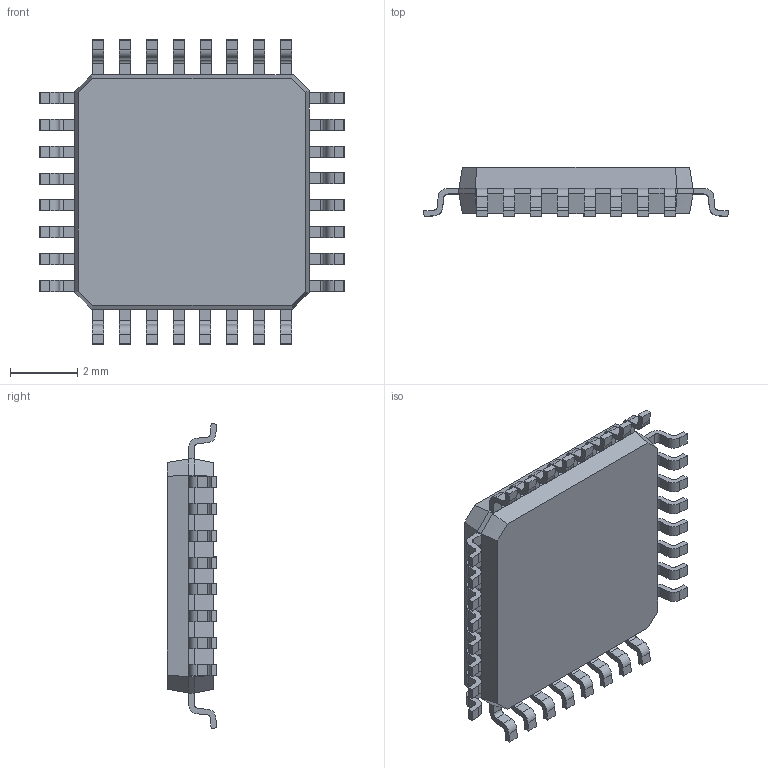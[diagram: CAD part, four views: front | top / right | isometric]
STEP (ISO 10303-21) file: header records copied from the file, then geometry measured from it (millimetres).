
FILE_DESCRIPTION (( 'STEP AP214' ), '1' );
FILE_NAME ('User Library-sot358-1.STEP', '2010-10-19T02:40:51', ( 'sysAdmin' ), ( 'SolidWorks' ), 'SwSTEP 2.0', 'SolidWorks 2010', '' );
FILE_SCHEMA (( 'AUTOMOTIVE_DESIGN' ));
Length unit declared in the file: millimetre
Products named in the file (34): User Library-sot358-1_14_1; User Library-sot358-1_13_1; User Library-sot358-1_3_1; User Library-sot358-1_11_1; User Library-sot358-1_10_1; User Library-sot358-1_12_1; User Library-sot358-1_9_1; User Library-sot358-1_8_1; User Library-sot358-1_4_1; User Library-sot358-1_7_1; User Library-sot358-1_6_1; User Library-sot358-1_15_1; User Library-sot358-1_5_1; User Library-sot358-1_33_1; User Library-sot358-1_32_1; User Library-sot358-1_31_1; User Library-sot358-1_30_1; User Library-sot358-1_29_1; User Library-sot358-1_28_1; User Library-sot358-1_27_1; User Library-sot358-1_26_1; User Library-sot358-1_22_1; User Library-sot358-1_21_1; User Library-sot358-1_20_1; User Library-sot358-1_25_1; User Library-sot358-1_24_1; User Library-sot358-1_23_1; User Library-sot358-1_19_1; User Library-sot358-1_18_1; User Library-sot358-1_17_1; User Library-sot358-1_16_1; User Library-sot358-1_2_1; User Library-sot358-1_1_1; User Library-sot358-1
Assembly tree (33 placements, depth 2):
  User Library-sot358-1
    User Library-sot358-1_26_1
    User Library-sot358-1_30_1
    User Library-sot358-1_7_1
    User Library-sot358-1_2_1
    User Library-sot358-1_31_1
    User Library-sot358-1_29_1
    User Library-sot358-1_8_1
    User Library-sot358-1_3_1
    User Library-sot358-1_24_1
    User Library-sot358-1_19_1
    User Library-sot358-1_14_1
    User Library-sot358-1_18_1
    User Library-sot358-1_6_1
    User Library-sot358-1_11_1
    User Library-sot358-1_33_1
    User Library-sot358-1_9_1
    User Library-sot358-1_28_1
    User Library-sot358-1_4_1
    User Library-sot358-1_15_1
    User Library-sot358-1_16_1
    User Library-sot358-1_20_1
    User Library-sot358-1_25_1
    User Library-sot358-1_12_1
    User Library-sot358-1_17_1
    User Library-sot358-1_32_1
    User Library-sot358-1_27_1
    User Library-sot358-1_5_1
    User Library-sot358-1_1_1
    User Library-sot358-1_21_1
    User Library-sot358-1_13_1
    User Library-sot358-1_23_1
    User Library-sot358-1_10_1
    User Library-sot358-1_22_1
Bounding box: 9.08 x 1.47 x 9.08 mm (x, y, z)
Volume: 67.1 mm3; surface area: 179 mm2
Topology: 33 solids, 33 shells, 485 faces, 1238 edges, 820 vertices
Faces by surface type: plane 341, cylinder 138, bspline 6
Entity records: 21481 total; most frequent: CARTESIAN_POINT 2669, DIRECTION 2544, ORIENTED_EDGE 2476, EDGE_CURVE 1238, VECTOR 962, LINE 962, VERTEX_POINT 820, AXIS2_PLACEMENT_3D 791
